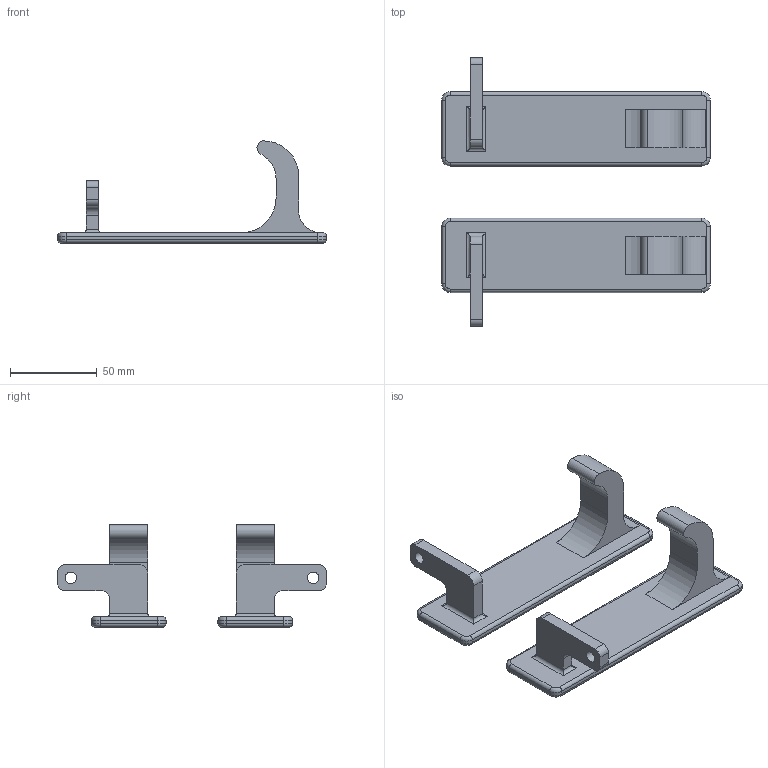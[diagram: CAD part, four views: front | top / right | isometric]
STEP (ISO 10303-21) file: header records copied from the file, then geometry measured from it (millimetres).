
FILE_DESCRIPTION(/* description */ (''),/* implementation_level */ '2;1');
FILE_NAME(/* name */ 'pedalslider.step',/* time_stamp */ '2020-05-12T13:42:47+09:00',/* author */ (''),/* organization */ (''),/* preprocessor_version */ 'ST-DEVELOPER v18.1',/* originating_system */ 'Autodesk Translation Framework v9.3.0.1241',/* authorisation */ '');
FILE_SCHEMA (('AUTOMOTIVE_DESIGN { 1 0 10303 214 3 1 1 }'));
Length unit declared in the file: millimetre
Products named in the file (1): ペダル v5
Bounding box: 155 x 155 x 59 mm (x, y, z)
Volume: 130332 mm3; surface area: 43539.5 mm2
Topology: 2 solids, 2 shells, 102 faces, 242 edges, 148 vertices
Faces by surface type: cylinder 52, plane 34, torus 16
Full cylindrical faces by diameter (mm): 6.6 x2
Entity records: 2978 total; most frequent: DIRECTION 560, CARTESIAN_POINT 493, ORIENTED_EDGE 484, EDGE_CURVE 242, AXIS2_PLACEMENT_3D 215, VERTEX_POINT 148, LINE 130, VECTOR 130
